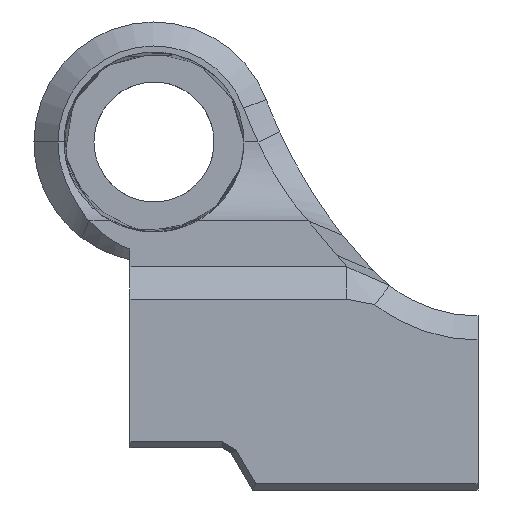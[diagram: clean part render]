
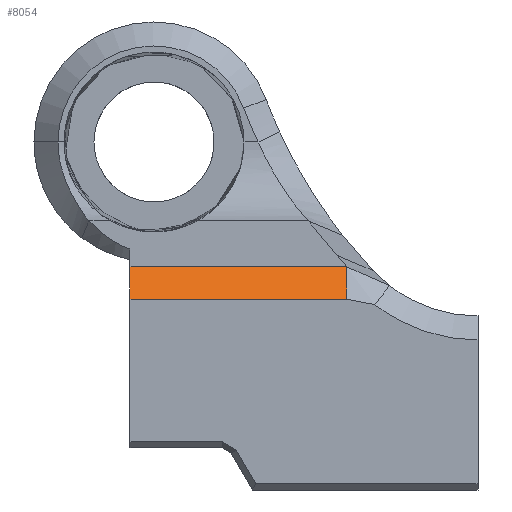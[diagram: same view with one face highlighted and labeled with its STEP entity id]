
A CAD part, front view. The second image highlights one B-rep face of the part: STEP entity #8054.
In plain terms, the highlighted planar face has unit normal (0, -0.819, 0.574).
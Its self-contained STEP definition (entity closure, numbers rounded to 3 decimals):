
#535 = PLANE('',#536);
#536 = AXIS2_PLACEMENT_3D('',#537,#538,#539);
#537 = CARTESIAN_POINT('',(-29.,27.,3.));
#538 = DIRECTION('',(-1.,0.,0.));
#539 = DIRECTION('',(0.,0.,-1.));
#3216 = VERTEX_POINT('',#3217);
#3217 = CARTESIAN_POINT('',(-29.,-31.,6.911));
#3231 = PLANE('',#3232);
#3232 = AXIS2_PLACEMENT_3D('',#3233,#3234,#3235);
#3233 = CARTESIAN_POINT('',(0.,-31.,-9.));
#3234 = DIRECTION('',(0.,1.,0.));
#3235 = DIRECTION('',(0.,0.,-1.));
#3243 = EDGE_CURVE('',#3216,#3244,#3246,.T.);
#3244 = VERTEX_POINT('',#3245);
#3245 = CARTESIAN_POINT('',(-29.,-29.121,9.595));
#3246 = SURFACE_CURVE('',#3247,(#3251,#3258),.PCURVE_S1.);
#3247 = LINE('',#3248,#3249);
#3248 = CARTESIAN_POINT('',(-29.,-28.346,10.701));
#3249 = VECTOR('',#3250,1.);
#3250 = DIRECTION('',(0.,0.574,0.819));
#3251 = PCURVE('',#535,#3252);
#3252 = DEFINITIONAL_REPRESENTATION('',(#3253),#3257);
#3253 = LINE('',#3254,#3255);
#3254 = CARTESIAN_POINT('',(-7.701,55.346));
#3255 = VECTOR('',#3256,1.);
#3256 = DIRECTION('',(-0.819,-0.574));
#3257 = ( GEOMETRIC_REPRESENTATION_CONTEXT(2) 
PARAMETRIC_REPRESENTATION_CONTEXT() REPRESENTATION_CONTEXT('2D SPACE',''
  ) );
#3258 = PCURVE('',#3259,#3264);
#3259 = PLANE('',#3260);
#3260 = AXIS2_PLACEMENT_3D('',#3261,#3262,#3263);
#3261 = CARTESIAN_POINT('',(-29.,-30.06,8.253));
#3262 = DIRECTION('',(0.,0.819,-0.574)
  );
#3263 = DIRECTION('',(-1.,0.,0.));
#3264 = DEFINITIONAL_REPRESENTATION('',(#3265),#3269);
#3265 = LINE('',#3266,#3267);
#3266 = CARTESIAN_POINT('',(0.,2.988));
#3267 = VECTOR('',#3268,1.);
#3268 = DIRECTION('',(-0.,1.));
#3269 = ( GEOMETRIC_REPRESENTATION_CONTEXT(2) 
PARAMETRIC_REPRESENTATION_CONTEXT() REPRESENTATION_CONTEXT('2D SPACE',''
  ) );
#3287 = PLANE('',#3288);
#3288 = AXIS2_PLACEMENT_3D('',#3289,#3290,#3291);
#3289 = CARTESIAN_POINT('',(-61.,-18.606,13.422));
#3290 = DIRECTION('',(0.,0.342,-0.94));
#3291 = DIRECTION('',(0.,-0.94,-0.342
    ));
#8000 = VERTEX_POINT('',#8001);
#8001 = CARTESIAN_POINT('',(-10.932,-31.,6.911));
#8016 = B_SPLINE_SURFACE_WITH_KNOTS('',4,1,(
    (#8017,#8018)
    ,(#8019,#8020)
    ,(#8021,#8022)
    ,(#8023,#8024)
    ,(#8025,#8026
    )),.UNSPECIFIED.,.F.,.F.,.F.,(5,5),(2,2),(0.,1.),(0.,1.),
  .PIECEWISE_BEZIER_KNOTS.);
#8017 = CARTESIAN_POINT('',(-8.598,-31.,6.451));
#8018 = CARTESIAN_POINT('',(-7.37,-29.,8.03));
#8019 = CARTESIAN_POINT('',(-9.181,-31.,6.566));
#8020 = CARTESIAN_POINT('',(-8.272,-29.032,
    8.394));
#8021 = CARTESIAN_POINT('',(-9.765,-31.,6.681));
#8022 = CARTESIAN_POINT('',(-9.166,-29.061,
    8.779));
#8023 = CARTESIAN_POINT('',(-10.349,-31.,6.796));
#8024 = CARTESIAN_POINT('',(-10.052,-29.091,
    9.18));
#8025 = CARTESIAN_POINT('',(-10.932,-31.,6.911));
#8026 = CARTESIAN_POINT('',(-10.932,-29.121,
    9.595));
#8034 = EDGE_CURVE('',#3216,#8000,#8035,.T.);
#8035 = SURFACE_CURVE('',#8036,(#8040,#8047),.PCURVE_S1.);
#8036 = LINE('',#8037,#8038);
#8037 = CARTESIAN_POINT('',(-29.,-31.,6.911));
#8038 = VECTOR('',#8039,1.);
#8039 = DIRECTION('',(1.,0.,0.));
#8040 = PCURVE('',#3231,#8041);
#8041 = DEFINITIONAL_REPRESENTATION('',(#8042),#8046);
#8042 = LINE('',#8043,#8044);
#8043 = CARTESIAN_POINT('',(-15.911,29.));
#8044 = VECTOR('',#8045,1.);
#8045 = DIRECTION('',(-0.,-1.));
#8046 = ( GEOMETRIC_REPRESENTATION_CONTEXT(2) 
PARAMETRIC_REPRESENTATION_CONTEXT() REPRESENTATION_CONTEXT('2D SPACE',''
  ) );
#8047 = PCURVE('',#3259,#8048);
#8048 = DEFINITIONAL_REPRESENTATION('',(#8049),#8053);
#8049 = LINE('',#8050,#8051);
#8050 = CARTESIAN_POINT('',(-0.,-1.638));
#8051 = VECTOR('',#8052,1.);
#8052 = DIRECTION('',(-1.,0.));
#8053 = ( GEOMETRIC_REPRESENTATION_CONTEXT(2) 
PARAMETRIC_REPRESENTATION_CONTEXT() REPRESENTATION_CONTEXT('2D SPACE',''
  ) );
#8054 = ADVANCED_FACE('',(#8055),#3259,.F.);
#8055 = FACE_BOUND('',#8056,.T.);
#8056 = EDGE_LOOP('',(#8057,#8058,#8059,#8079));
#8057 = ORIENTED_EDGE('',*,*,#3243,.F.);
#8058 = ORIENTED_EDGE('',*,*,#8034,.T.);
#8059 = ORIENTED_EDGE('',*,*,#8060,.T.);
#8060 = EDGE_CURVE('',#8000,#8061,#8063,.T.);
#8061 = VERTEX_POINT('',#8062);
#8062 = CARTESIAN_POINT('',(-10.932,-29.121,
    9.595));
#8063 = SURFACE_CURVE('',#8064,(#8067,#8073),.PCURVE_S1.);
#8064 = B_SPLINE_CURVE_WITH_KNOTS('',1,(#8065,#8066),.UNSPECIFIED.,.F.,
  .F.,(2,2),(0.,1.),.PIECEWISE_BEZIER_KNOTS.);
#8065 = CARTESIAN_POINT('',(-10.932,-31.,6.911));
#8066 = CARTESIAN_POINT('',(-10.932,-29.121,
    9.595));
#8067 = PCURVE('',#3259,#8068);
#8068 = DEFINITIONAL_REPRESENTATION('',(#8069),#8072);
#8069 = B_SPLINE_CURVE_WITH_KNOTS('',1,(#8070,#8071),.UNSPECIFIED.,.F.,
  .F.,(2,2),(0.,1.),.PIECEWISE_BEZIER_KNOTS.);
#8070 = CARTESIAN_POINT('',(-18.068,-1.638));
#8071 = CARTESIAN_POINT('',(-18.068,1.638));
#8072 = ( GEOMETRIC_REPRESENTATION_CONTEXT(2) 
PARAMETRIC_REPRESENTATION_CONTEXT() REPRESENTATION_CONTEXT('2D SPACE',''
  ) );
#8073 = PCURVE('',#8016,#8074);
#8074 = DEFINITIONAL_REPRESENTATION('',(#8075),#8078);
#8075 = B_SPLINE_CURVE_WITH_KNOTS('',1,(#8076,#8077),.UNSPECIFIED.,.F.,
  .F.,(2,2),(0.,1.),.PIECEWISE_BEZIER_KNOTS.);
#8076 = CARTESIAN_POINT('',(1.,0.));
#8077 = CARTESIAN_POINT('',(1.,1.));
#8078 = ( GEOMETRIC_REPRESENTATION_CONTEXT(2) 
PARAMETRIC_REPRESENTATION_CONTEXT() REPRESENTATION_CONTEXT('2D SPACE',''
  ) );
#8079 = ORIENTED_EDGE('',*,*,#8080,.F.);
#8080 = EDGE_CURVE('',#3244,#8061,#8081,.T.);
#8081 = SURFACE_CURVE('',#8082,(#8086,#8093),.PCURVE_S1.);
#8082 = LINE('',#8083,#8084);
#8083 = CARTESIAN_POINT('',(-29.,-29.121,9.595));
#8084 = VECTOR('',#8085,1.);
#8085 = DIRECTION('',(1.,0.,0.));
#8086 = PCURVE('',#3259,#8087);
#8087 = DEFINITIONAL_REPRESENTATION('',(#8088),#8092);
#8088 = LINE('',#8089,#8090);
#8089 = CARTESIAN_POINT('',(-0.,1.638));
#8090 = VECTOR('',#8091,1.);
#8091 = DIRECTION('',(-1.,0.));
#8092 = ( GEOMETRIC_REPRESENTATION_CONTEXT(2) 
PARAMETRIC_REPRESENTATION_CONTEXT() REPRESENTATION_CONTEXT('2D SPACE',''
  ) );
#8093 = PCURVE('',#3287,#8094);
#8094 = DEFINITIONAL_REPRESENTATION('',(#8095),#8099);
#8095 = LINE('',#8096,#8097);
#8096 = CARTESIAN_POINT('',(11.19,-32.));
#8097 = VECTOR('',#8098,1.);
#8098 = DIRECTION('',(0.,-1.));
#8099 = ( GEOMETRIC_REPRESENTATION_CONTEXT(2) 
PARAMETRIC_REPRESENTATION_CONTEXT() REPRESENTATION_CONTEXT('2D SPACE',''
  ) );
